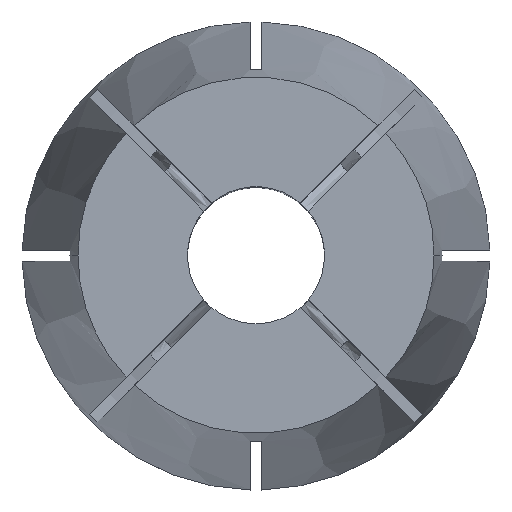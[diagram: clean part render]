
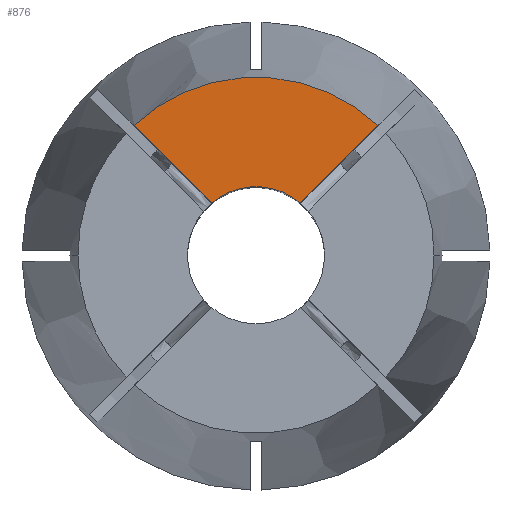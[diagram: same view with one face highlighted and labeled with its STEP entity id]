
A CAD part, top view. The second image highlights one B-rep face of the part: STEP entity #876.
In plain terms, the highlighted planar face has unit normal (0, 0, 1).
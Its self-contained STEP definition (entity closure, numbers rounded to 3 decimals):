
#46 = VECTOR ( 'NONE', #111, 1000. ) ;
#111 = DIRECTION ( 'NONE',  ( 0.707, -0.707, 0. ) ) ;
#259 = VECTOR ( 'NONE', #956, 1000. ) ;
#351 = VERTEX_POINT ( 'NONE', #1810 ) ;
#455 = ORIENTED_EDGE ( 'NONE', *, *, #2179, .F. ) ;
#519 = VERTEX_POINT ( 'NONE', #2705 ) ;
#540 = CARTESIAN_POINT ( 'NONE',  ( 10.668, 11.376, 0. ) ) ;
#730 = CARTESIAN_POINT ( 'NONE',  ( 0., 0., 0. ) ) ;
#876 = ADVANCED_FACE ( 'NONE', ( #2276 ), #1174, .F. ) ;
#918 = EDGE_CURVE ( 'NONE', #519, #1833, #2378, .T. ) ;
#956 = DIRECTION ( 'NONE',  ( 0.707, 0.707, 0. ) ) ;
#1016 = CARTESIAN_POINT ( 'NONE',  ( 0., 0., 0. ) ) ;
#1101 = CARTESIAN_POINT ( 'NONE',  ( -0.354, 0.354, 0. ) ) ;
#1174 = PLANE ( 'NONE',  #2394 ) ;
#1296 = CARTESIAN_POINT ( 'NONE',  ( -3.874, 4.581, 0. ) ) ;
#1477 = LINE ( 'NONE', #1101, #259 ) ;
#1484 = DIRECTION ( 'NONE',  ( -1., 0., 0. ) ) ;
#1597 = ORIENTED_EDGE ( 'NONE', *, *, #918, .T. ) ;
#1600 = AXIS2_PLACEMENT_3D ( 'NONE', #730, #2513, #1990 ) ;
#1620 = CIRCLE ( 'NONE', #1993, 15.595 ) ;
#1641 = ORIENTED_EDGE ( 'NONE', *, *, #2424, .T. ) ;
#1657 = DIRECTION ( 'NONE',  ( 0., 0., 1. ) ) ;
#1701 = DIRECTION ( 'NONE',  ( 0., 0., -1. ) ) ;
#1728 = CARTESIAN_POINT ( 'NONE',  ( 0.354, 0.354, 0. ) ) ;
#1760 = EDGE_CURVE ( 'NONE', #2896, #519, #1620, .T. ) ;
#1810 = CARTESIAN_POINT ( 'NONE',  ( 3.874, 4.581, 0. ) ) ;
#1833 = VERTEX_POINT ( 'NONE', #1296 ) ;
#1990 = DIRECTION ( 'NONE',  ( 1., 0., 0. ) ) ;
#1993 = AXIS2_PLACEMENT_3D ( 'NONE', #2885, #1657, #2320 ) ;
#2019 = CIRCLE ( 'NONE', #1600, 6. ) ;
#2175 = ORIENTED_EDGE ( 'NONE', *, *, #1760, .T. ) ;
#2179 = EDGE_CURVE ( 'NONE', #351, #1833, #2019, .T. ) ;
#2276 = FACE_OUTER_BOUND ( 'NONE', #2295, .T. ) ;
#2295 = EDGE_LOOP ( 'NONE', ( #455, #1641, #2175, #1597 ) ) ;
#2320 = DIRECTION ( 'NONE',  ( 1., 0., 0. ) ) ;
#2378 = LINE ( 'NONE', #1728, #46 ) ;
#2394 = AXIS2_PLACEMENT_3D ( 'NONE', #1016, #1701, #1484 ) ;
#2424 = EDGE_CURVE ( 'NONE', #351, #2896, #1477, .T. ) ;
#2513 = DIRECTION ( 'NONE',  ( 0., 0., 1. ) ) ;
#2705 = CARTESIAN_POINT ( 'NONE',  ( -10.668, 11.376, 0. ) ) ;
#2885 = CARTESIAN_POINT ( 'NONE',  ( 0., 0., 0. ) ) ;
#2896 = VERTEX_POINT ( 'NONE', #540 ) ;
